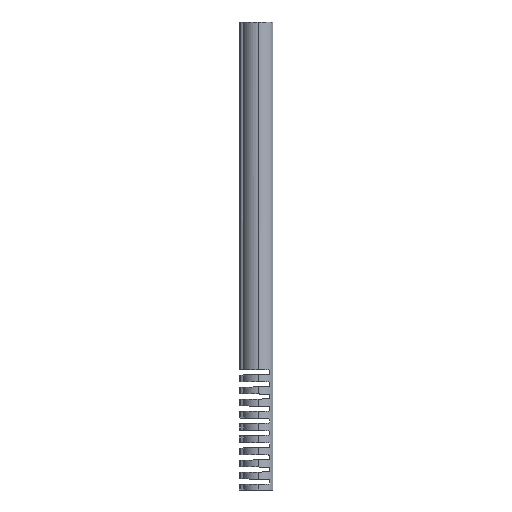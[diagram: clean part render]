
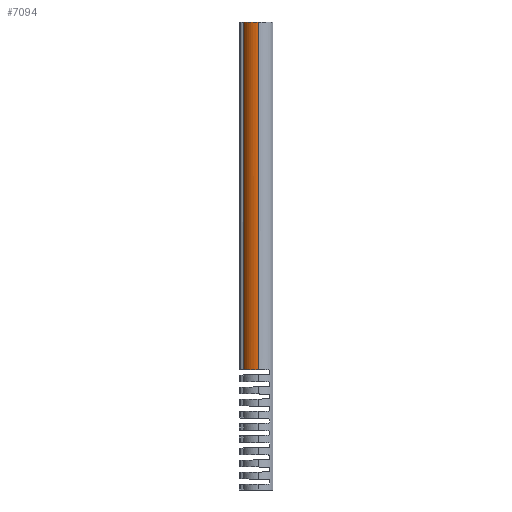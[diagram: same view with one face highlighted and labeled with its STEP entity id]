
A CAD part, left-side view. The second image highlights one B-rep face of the part: STEP entity #7094.
In plain terms, the highlighted cylindrical face has radius 16.9 mm (diameter 33.8 mm), a partial arc.
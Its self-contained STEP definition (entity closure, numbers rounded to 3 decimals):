
#203 = VERTEX_POINT ( 'NONE', #1702 ) ;
#973 = DIRECTION ( 'NONE',  ( 0., 0., -1. ) ) ;
#1051 = CARTESIAN_POINT ( 'NONE',  ( -16.9, 15.466, 500. ) ) ;
#1312 = EDGE_CURVE ( 'NONE', #3486, #3088, #4331, .T. ) ;
#1353 = FACE_OUTER_BOUND ( 'NONE', #5006, .T. ) ;
#1702 = CARTESIAN_POINT ( 'NONE',  ( -7.31, 30.703, 128.853 ) ) ;
#1892 = EDGE_CURVE ( 'NONE', #203, #3088, #4454, .T. ) ;
#2630 = LINE ( 'NONE', #3326, #8049 ) ;
#2762 = CARTESIAN_POINT ( 'NONE',  ( -7.31, 30.703, 128.853 ) ) ;
#3073 = AXIS2_PLACEMENT_3D ( 'NONE', #5874, #973, #8577 ) ;
#3088 = VERTEX_POINT ( 'NONE', #5847 ) ;
#3316 = EDGE_CURVE ( 'NONE', #3501, #203, #2630, .T. ) ;
#3326 = CARTESIAN_POINT ( 'NONE',  ( -7.31, 30.703, 500. ) ) ;
#3486 = VERTEX_POINT ( 'NONE', #5091 ) ;
#3501 = VERTEX_POINT ( 'NONE', #8637 ) ;
#3507 = CARTESIAN_POINT ( 'NONE',  ( -16.9, 22.152, 128.703 ) ) ;
#3510 = ORIENTED_EDGE ( 'NONE', *, *, #1312, .F. ) ;
#4186 = ORIENTED_EDGE ( 'NONE', *, *, #3316, .T. ) ;
#4189 = DIRECTION ( 'NONE',  ( 0., 0., 1. ) ) ;
#4200 = CYLINDRICAL_SURFACE ( 'NONE', #3073, 16.9 ) ;
#4331 = LINE ( 'NONE', #1051, #5609 ) ;
#4454 =( BOUNDED_CURVE ( )  B_SPLINE_CURVE ( 3, ( #2762, #4998, #3507, #7839 ),
 .UNSPECIFIED., .F., .F. ) 
 B_SPLINE_CURVE_WITH_KNOTS ( ( 4, 4 ),
 ( 3.589, 4.712 ),
 .UNSPECIFIED. ) 
 CURVE ( )  GEOMETRIC_REPRESENTATION_ITEM ( )  RATIONAL_B_SPLINE_CURVE ( ( 1., 0.898, 0.898, 1. ) ) 
 REPRESENTATION_ITEM ( '' )  );
#4998 = CARTESIAN_POINT ( 'NONE',  ( -13.338, 27.811, 128.802 ) ) ;
#5006 = EDGE_LOOP ( 'NONE', ( #3510, #6611, #4186, #5392 ) ) ;
#5091 = CARTESIAN_POINT ( 'NONE',  ( -16.9, 15.466, 500. ) ) ;
#5289 = CIRCLE ( 'NONE', #8563, 16.9 ) ;
#5392 = ORIENTED_EDGE ( 'NONE', *, *, #1892, .T. ) ;
#5472 = DIRECTION ( 'NONE',  ( 0., 0., -1. ) ) ;
#5542 = CARTESIAN_POINT ( 'NONE',  ( 0., 15.466, 500. ) ) ;
#5609 = VECTOR ( 'NONE', #7925, 1000. ) ;
#5847 = CARTESIAN_POINT ( 'NONE',  ( -16.9, 15.466, 128.587 ) ) ;
#5874 = CARTESIAN_POINT ( 'NONE',  ( 0., 15.466, 500. ) ) ;
#6611 = ORIENTED_EDGE ( 'NONE', *, *, #7350, .F. ) ;
#6973 = DIRECTION ( 'NONE',  ( 1., 0., 0. ) ) ;
#7094 = ADVANCED_FACE ( 'NONE', ( #1353 ), #4200, .T. ) ;
#7350 = EDGE_CURVE ( 'NONE', #3501, #3486, #5289, .T. ) ;
#7839 = CARTESIAN_POINT ( 'NONE',  ( -16.9, 15.466, 128.587 ) ) ;
#7925 = DIRECTION ( 'NONE',  ( 0., 0., -1. ) ) ;
#8049 = VECTOR ( 'NONE', #5472, 1000. ) ;
#8563 = AXIS2_PLACEMENT_3D ( 'NONE', #5542, #4189, #6973 ) ;
#8577 = DIRECTION ( 'NONE',  ( -1., 0., 0. ) ) ;
#8637 = CARTESIAN_POINT ( 'NONE',  ( -7.31, 30.703, 500. ) ) ;
